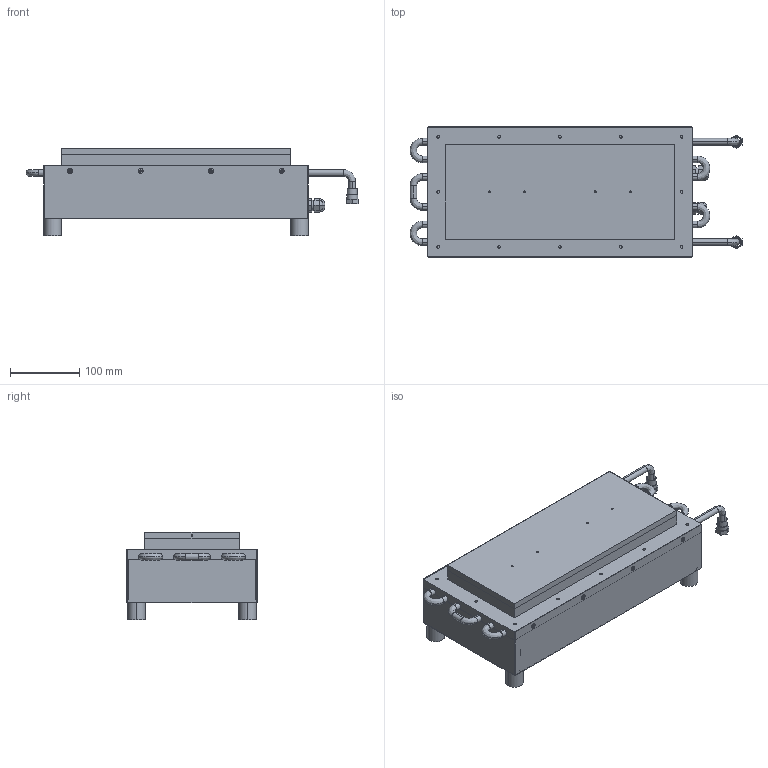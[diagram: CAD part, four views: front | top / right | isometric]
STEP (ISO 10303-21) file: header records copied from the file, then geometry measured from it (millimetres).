
FILE_DESCRIPTION (( 'STEP AP203' ), '1' );
FILE_NAME ('lhp-1200cp.STEP', '2016-05-31T18:23:17', ( '' ), ( '' ), 'SwSTEP 2.0', 'SolidWorks 2016', '' );
FILE_SCHEMA (( 'CONFIG_CONTROL_DESIGN' ));
Length unit declared in the file: inch
Products named in the file (1): lhp-1200cp
Bounding box: 478.28 x 187.45 x 126.11 mm (x, y, z)
Surface area: 607693.7 mm2 (no closed solid volume)
Topology: 0 solids, 25 shells, 316 faces, 1068 edges, 772 vertices
Faces by surface type: plane 200, cylinder 100, bspline 16
Entity records: 12172 total; most frequent: CARTESIAN_POINT 2567, DIRECTION 2043, ORIENTED_EDGE 1736, EDGE_CURVE 1068, VERTEX_POINT 772, AXIS2_PLACEMENT_3D 700, LINE 643, VECTOR 643
